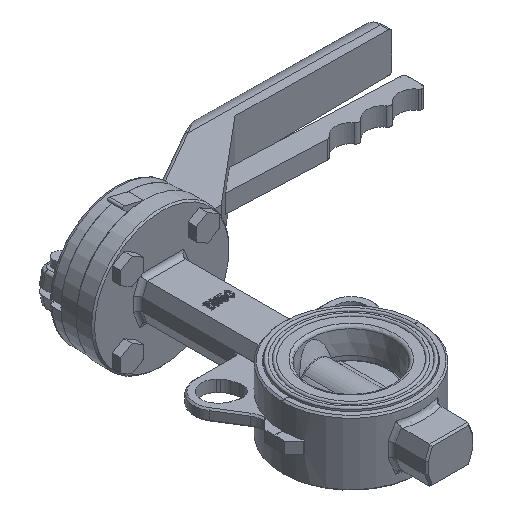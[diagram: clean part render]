
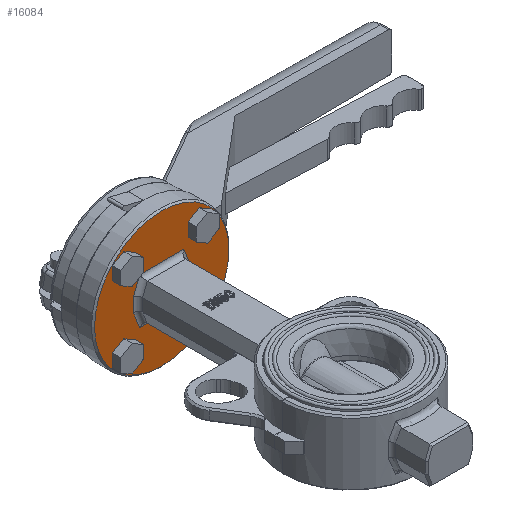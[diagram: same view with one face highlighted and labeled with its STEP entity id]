
A CAD part, isometric view. The second image highlights one B-rep face of the part: STEP entity #16084.
In plain terms, the highlighted planar face has unit normal (0, -1, 0).
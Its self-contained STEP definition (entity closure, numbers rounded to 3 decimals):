
#1443=LINE('',#24937,#2481);
#1445=LINE('',#24946,#2483);
#1447=LINE('',#24952,#2485);
#1537=LINE('',#25452,#2575);
#1540=LINE('',#25459,#2578);
#1544=LINE('',#25476,#2582);
#1546=LINE('',#25482,#2584);
#1547=LINE('',#25484,#2585);
#2481=VECTOR('',#19180,1000.);
#2483=VECTOR('',#19188,1000.);
#2485=VECTOR('',#19194,1000.);
#2575=VECTOR('',#19516,1000.);
#2578=VECTOR('',#19523,1000.);
#2582=VECTOR('',#19535,1000.);
#2584=VECTOR('',#19541,1000.);
#2585=VECTOR('',#19544,1000.);
#4999=ORIENTED_EDGE('',*,*,#7860,.T.);
#5000=ORIENTED_EDGE('',*,*,#7862,.T.);
#5001=ORIENTED_EDGE('',*,*,#7864,.T.);
#5002=ORIENTED_EDGE('',*,*,#7870,.T.);
#5003=ORIENTED_EDGE('',*,*,#8160,.F.);
#5004=ORIENTED_EDGE('',*,*,#8042,.F.);
#5005=ORIENTED_EDGE('',*,*,#8043,.F.);
#5006=ORIENTED_EDGE('',*,*,#7849,.F.);
#5007=ORIENTED_EDGE('',*,*,#7853,.F.);
#5008=ORIENTED_EDGE('',*,*,#7856,.F.);
#5009=ORIENTED_EDGE('',*,*,#8028,.F.);
#5010=ORIENTED_EDGE('',*,*,#8032,.F.);
#5011=ORIENTED_EDGE('',*,*,#8039,.F.);
#7849=EDGE_CURVE('',#9618,#9620,#1443,.T.);
#7853=EDGE_CURVE('',#9622,#9618,#1445,.T.);
#7856=EDGE_CURVE('',#9624,#9622,#1447,.T.);
#7860=EDGE_CURVE('',#9628,#9628,#10645,.T.);
#7862=EDGE_CURVE('',#9630,#9630,#10647,.T.);
#7864=EDGE_CURVE('',#9632,#9632,#10649,.T.);
#7870=EDGE_CURVE('',#9638,#9638,#10653,.T.);
#8028=EDGE_CURVE('',#9756,#9624,#1537,.T.);
#8032=EDGE_CURVE('',#9759,#9756,#1540,.T.);
#8039=EDGE_CURVE('',#9764,#9759,#1544,.T.);
#8042=EDGE_CURVE('',#9766,#9764,#1546,.T.);
#8043=EDGE_CURVE('',#9620,#9766,#1547,.T.);
#8160=EDGE_CURVE('',#9847,#9847,#10737,.T.);
#9618=VERTEX_POINT('',#24935);
#9620=VERTEX_POINT('',#24938);
#9622=VERTEX_POINT('',#24944);
#9624=VERTEX_POINT('',#24950);
#9628=VERTEX_POINT('',#24961);
#9630=VERTEX_POINT('',#24966);
#9632=VERTEX_POINT('',#24971);
#9638=VERTEX_POINT('',#24985);
#9756=VERTEX_POINT('',#25450);
#9759=VERTEX_POINT('',#25458);
#9764=VERTEX_POINT('',#25475);
#9766=VERTEX_POINT('',#25481);
#9847=VERTEX_POINT('',#25979);
#10645=CIRCLE('',#17020,5.);
#10647=CIRCLE('',#17023,5.);
#10649=CIRCLE('',#17026,5.);
#10653=CIRCLE('',#17032,5.);
#10737=CIRCLE('',#17204,44.);
#11428=EDGE_LOOP('',(#4999));
#11429=EDGE_LOOP('',(#5000));
#11430=EDGE_LOOP('',(#5001));
#11431=EDGE_LOOP('',(#5002));
#11432=EDGE_LOOP('',(#5003));
#11433=EDGE_LOOP('',(#5004,#5005,#5006,#5007,#5008,#5009,#5010,#5011));
#12376=FACE_BOUND('',#11428,.T.);
#12377=FACE_BOUND('',#11429,.T.);
#12378=FACE_BOUND('',#11430,.T.);
#12379=FACE_BOUND('',#11431,.T.);
#12380=FACE_BOUND('',#11432,.T.);
#12381=FACE_BOUND('',#11433,.T.);
#13033=PLANE('',#17205);
#16084=ADVANCED_FACE('',(#12376,#12377,#12378,#12379,#12380,#12381),#13033,
 .F.);
#17020=AXIS2_PLACEMENT_3D('',#24960,#19204,#19205);
#17023=AXIS2_PLACEMENT_3D('',#24965,#19210,#19211);
#17026=AXIS2_PLACEMENT_3D('',#24970,#19216,#19217);
#17032=AXIS2_PLACEMENT_3D('',#24984,#19230,#19231);
#17204=AXIS2_PLACEMENT_3D('',#25978,#19736,#19737);
#17205=AXIS2_PLACEMENT_3D('',#25980,#19738,#19739);
#19180=DIRECTION('',(-0.351,0.,0.936));
#19188=DIRECTION('',(0.,0.,1.));
#19194=DIRECTION('',(0.351,0.,0.936));
#19204=DIRECTION('',(0.,1.,0.));
#19205=DIRECTION('',(0.,0.,-1.));
#19210=DIRECTION('',(0.,1.,0.));
#19211=DIRECTION('',(0.,0.,-1.));
#19216=DIRECTION('',(0.,1.,0.));
#19217=DIRECTION('',(0.,0.,-1.));
#19230=DIRECTION('',(0.,1.,0.));
#19231=DIRECTION('',(0.,0.,-1.));
#19516=DIRECTION('',(1.,0.,0.));
#19523=DIRECTION('',(0.351,0.,-0.936));
#19535=DIRECTION('',(0.,0.,-1.));
#19541=DIRECTION('',(-0.351,0.,-0.936));
#19544=DIRECTION('',(-1.,0.,0.));
#19736=DIRECTION('',(0.,1.,0.));
#19737=DIRECTION('',(0.,0.,1.));
#19738=DIRECTION('',(0.,1.,0.));
#19739=DIRECTION('',(0.,0.,1.));
#24935=CARTESIAN_POINT('',(18.5,124.,4.544));
#24937=CARTESIAN_POINT('',(17.713,124.,6.642));
#24938=CARTESIAN_POINT('',(14.579,124.,15.));
#24944=CARTESIAN_POINT('',(18.5,124.,-4.544));
#24946=CARTESIAN_POINT('',(18.5,124.,0.));
#24950=CARTESIAN_POINT('',(14.579,124.,-15.));
#24952=CARTESIAN_POINT('',(17.713,124.,-6.642));
#24960=CARTESIAN_POINT('',(24.749,124.,24.749));
#24961=CARTESIAN_POINT('',(24.749,124.,19.749));
#24965=CARTESIAN_POINT('',(24.749,124.,-24.749));
#24966=CARTESIAN_POINT('',(24.749,124.,-29.749));
#24970=CARTESIAN_POINT('',(-24.749,124.,-24.749));
#24971=CARTESIAN_POINT('',(-24.749,124.,-29.749));
#24984=CARTESIAN_POINT('',(-24.749,124.,24.749));
#24985=CARTESIAN_POINT('',(-24.749,124.,19.749));
#25450=CARTESIAN_POINT('',(-14.579,124.,-15.));
#25452=CARTESIAN_POINT('',(0.,124.,-15.));
#25458=CARTESIAN_POINT('',(-18.5,124.,-4.544));
#25459=CARTESIAN_POINT('',(-17.713,124.,-6.642));
#25475=CARTESIAN_POINT('',(-18.5,124.,4.544));
#25476=CARTESIAN_POINT('',(-18.5,124.,0.));
#25481=CARTESIAN_POINT('',(-14.579,124.,15.));
#25482=CARTESIAN_POINT('',(-17.713,124.,6.642));
#25484=CARTESIAN_POINT('',(0.,124.,15.));
#25978=CARTESIAN_POINT('',(0.,124.,0.));
#25979=CARTESIAN_POINT('',(0.,124.,44.));
#25980=CARTESIAN_POINT('',(0.,124.,0.));
